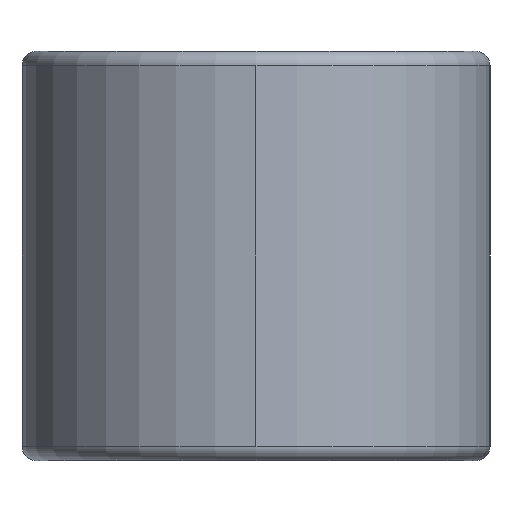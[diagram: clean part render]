
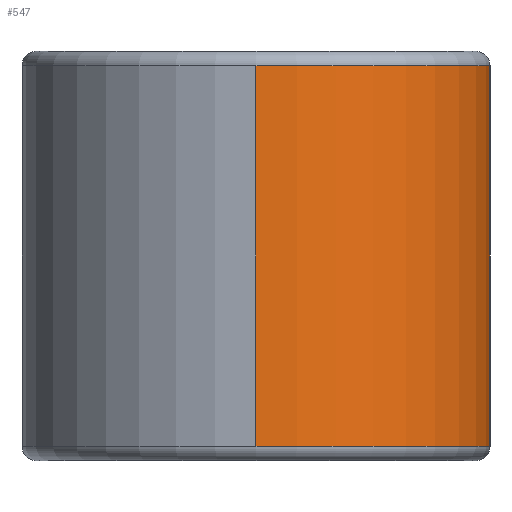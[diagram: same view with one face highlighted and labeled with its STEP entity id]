
A CAD part, left-side view. The second image highlights one B-rep face of the part: STEP entity #547.
In plain terms, the highlighted cylindrical face has radius 4 mm (diameter 8 mm), a partial arc.
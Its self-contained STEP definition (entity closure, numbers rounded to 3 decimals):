
#36 = AXIS2_PLACEMENT_3D ( 'NONE', #161, #154, #158 ) ;
#48 = AXIS2_PLACEMENT_3D ( 'NONE', #215, #213, #212 ) ;
#54 = AXIS2_PLACEMENT_3D ( 'NONE', #258, #245, #244 ) ;
#111 = FACE_OUTER_BOUND ( 'NONE', #362, .T. ) ;
#137 = VECTOR ( 'NONE', #235, 1000. ) ;
#140 = CIRCLE ( 'NONE', #48, 4. ) ;
#154 = DIRECTION ( 'NONE',  ( 0., 0., -1. ) ) ;
#155 = LINE ( 'NONE', #237, #137 ) ;
#158 = DIRECTION ( 'NONE',  ( -1., 0., 0. ) ) ;
#161 = CARTESIAN_POINT ( 'NONE',  ( -16., 0., 7. ) ) ;
#178 = CIRCLE ( 'NONE', #54, 4. ) ;
#179 = EDGE_CURVE ( 'NONE', #356, #417, #226, .T. ) ;
#212 = DIRECTION ( 'NONE',  ( 1., 0., 0. ) ) ;
#213 = DIRECTION ( 'NONE',  ( 0., 0., -1. ) ) ;
#215 = CARTESIAN_POINT ( 'NONE',  ( -16., 0., 6.75 ) ) ;
#221 = VECTOR ( 'NONE', #487, 1000. ) ;
#226 = LINE ( 'NONE', #489, #221 ) ;
#235 = DIRECTION ( 'NONE',  ( 0., 0., -1. ) ) ;
#237 = CARTESIAN_POINT ( 'NONE',  ( -16., -4., 7. ) ) ;
#244 = DIRECTION ( 'NONE',  ( 1., 0., 0. ) ) ;
#245 = DIRECTION ( 'NONE',  ( 0., 0., 1. ) ) ;
#258 = CARTESIAN_POINT ( 'NONE',  ( -16., 0., 0.25 ) ) ;
#265 = CYLINDRICAL_SURFACE ( 'NONE', #36, 4. ) ;
#322 = VERTEX_POINT ( 'NONE', #535 ) ;
#332 = CARTESIAN_POINT ( 'NONE',  ( -16., -4., 0.25 ) ) ;
#341 = ORIENTED_EDGE ( 'NONE', *, *, #488, .T. ) ;
#356 = VERTEX_POINT ( 'NONE', #532 ) ;
#362 = EDGE_LOOP ( 'NONE', ( #341, #446, #450, #467 ) ) ;
#417 = VERTEX_POINT ( 'NONE', #531 ) ;
#446 = ORIENTED_EDGE ( 'NONE', *, *, #179, .T. ) ;
#450 = ORIENTED_EDGE ( 'NONE', *, *, #476, .T. ) ;
#464 = VERTEX_POINT ( 'NONE', #332 ) ;
#467 = ORIENTED_EDGE ( 'NONE', *, *, #481, .F. ) ;
#476 = EDGE_CURVE ( 'NONE', #417, #464, #178, .T. ) ;
#481 = EDGE_CURVE ( 'NONE', #322, #464, #155, .T. ) ;
#487 = DIRECTION ( 'NONE',  ( 0., 0., -1. ) ) ;
#488 = EDGE_CURVE ( 'NONE', #322, #356, #140, .T. ) ;
#489 = CARTESIAN_POINT ( 'NONE',  ( -20., 0., 7. ) ) ;
#531 = CARTESIAN_POINT ( 'NONE',  ( -20., 0., 0.25 ) ) ;
#532 = CARTESIAN_POINT ( 'NONE',  ( -20., 0., 6.75 ) ) ;
#535 = CARTESIAN_POINT ( 'NONE',  ( -16., -4., 6.75 ) ) ;
#547 = ADVANCED_FACE ( 'NONE', ( #111 ), #265, .T. ) ;
